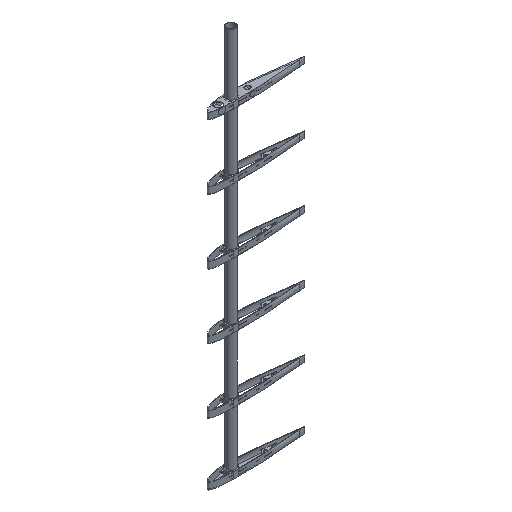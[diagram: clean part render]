
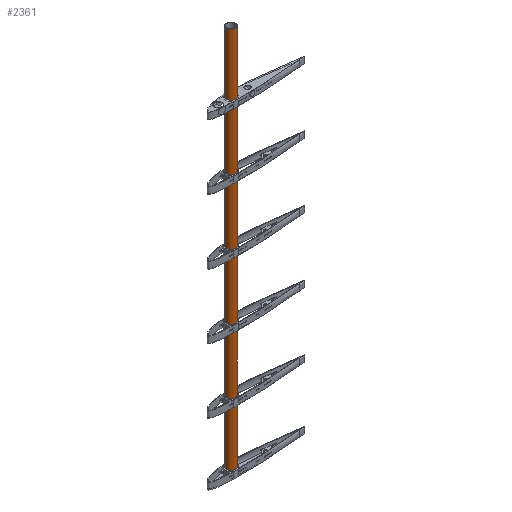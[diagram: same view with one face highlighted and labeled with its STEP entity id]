
A CAD part, isometric view. The second image highlights one B-rep face of the part: STEP entity #2361.
In plain terms, the highlighted cylindrical face has radius 7 mm (diameter 14 mm), a full revolution.
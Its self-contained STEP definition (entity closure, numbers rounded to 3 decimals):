
#374=FACE_OUTER_BOUND('',#499,.T.);
#499=EDGE_LOOP('',(#1581,#1582,#1583,#1584));
#660=LINE('',#3222,#760);
#760=VECTOR('',#2741,7.);
#861=CIRCLE('',#2540,7.);
#862=CIRCLE('',#2541,7.);
#946=VERTEX_POINT('',#3219);
#947=VERTEX_POINT('',#3221);
#1205=EDGE_CURVE('',#946,#946,#861,.T.);
#1206=EDGE_CURVE('',#946,#947,#660,.T.);
#1207=EDGE_CURVE('',#947,#947,#862,.T.);
#1581=ORIENTED_EDGE('',*,*,#1205,.F.);
#1582=ORIENTED_EDGE('',*,*,#1206,.T.);
#1583=ORIENTED_EDGE('',*,*,#1207,.T.);
#1584=ORIENTED_EDGE('',*,*,#1206,.F.);
#2328=CYLINDRICAL_SURFACE('',#2539,7.);
#2361=ADVANCED_FACE('',(#374),#2328,.T.);
#2539=AXIS2_PLACEMENT_3D('',#3218,#2737,#2738);
#2540=AXIS2_PLACEMENT_3D('',#3220,#2739,#2740);
#2541=AXIS2_PLACEMENT_3D('',#3223,#2742,#2743);
#2737=DIRECTION('center_axis',(0.,0.,1.));
#2738=DIRECTION('ref_axis',(1.,0.,0.));
#2739=DIRECTION('center_axis',(0.,0.,1.));
#2740=DIRECTION('ref_axis',(1.,0.,0.));
#2741=DIRECTION('',(0.,0.,-1.));
#2742=DIRECTION('center_axis',(0.,0.,1.));
#2743=DIRECTION('ref_axis',(1.,0.,0.));
#3218=CARTESIAN_POINT('Origin',(0.,0.,0.));
#3219=CARTESIAN_POINT('',(-7.,0.,600.));
#3220=CARTESIAN_POINT('Origin',(0.,0.,600.));
#3221=CARTESIAN_POINT('',(-7.,0.,0.));
#3222=CARTESIAN_POINT('',(-7.,0.,0.));
#3223=CARTESIAN_POINT('Origin',(0.,0.,0.));
